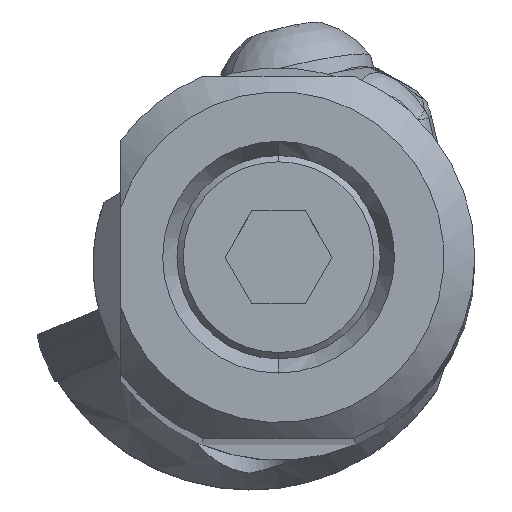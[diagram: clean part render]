
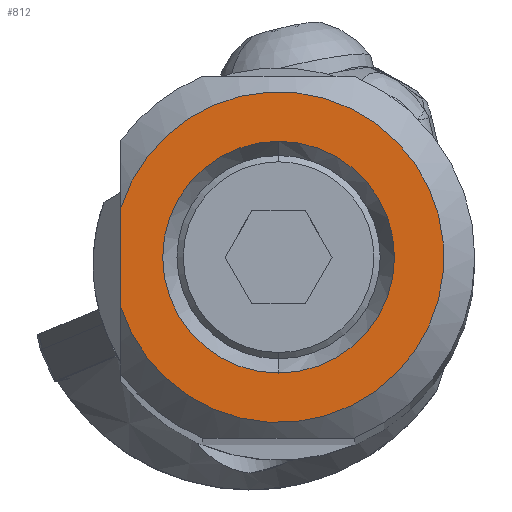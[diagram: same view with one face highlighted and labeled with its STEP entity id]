
A CAD part, top view. The second image highlights one B-rep face of the part: STEP entity #812.
In plain terms, the highlighted planar face has unit normal (0, 0, 1).
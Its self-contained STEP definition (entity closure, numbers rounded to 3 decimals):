
#812=ADVANCED_FACE('',(#1177,#1178),#1101,.T.);
#1101=PLANE('',#5216);
#1177=FACE_BOUND('',#1210,.T.);
#1178=FACE_BOUND('',#1211,.T.);
#1210=EDGE_LOOP('',(#2016,#2017));
#1211=EDGE_LOOP('',(#2018,#2019));
#1516=LINE('',#7126,#1765);
#1765=VECTOR('',#5793,1.);
#2016=ORIENTED_EDGE('',*,*,#4029,.F.);
#2017=ORIENTED_EDGE('',*,*,#4030,.T.);
#2018=ORIENTED_EDGE('',*,*,#4031,.F.);
#2019=ORIENTED_EDGE('',*,*,#4032,.F.);
#3538=VERTEX_POINT('',#7124);
#3539=VERTEX_POINT('',#7125);
#3540=VERTEX_POINT('',#7128);
#3541=VERTEX_POINT('',#7129);
#4029=EDGE_CURVE('',#3538,#3539,#4790,.T.);
#4030=EDGE_CURVE('',#3538,#3539,#1516,.T.);
#4031=EDGE_CURVE('',#3540,#3541,#4791,.T.);
#4032=EDGE_CURVE('',#3541,#3540,#4792,.T.);
#4790=CIRCLE('',#5213,10.7);
#4791=CIRCLE('',#5214,7.5);
#4792=CIRCLE('',#5215,7.5);
#5213=AXIS2_PLACEMENT_3D('',#7123,#5791,#5792);
#5214=AXIS2_PLACEMENT_3D('',#7127,#5794,#5795);
#5215=AXIS2_PLACEMENT_3D('',#7130,#5796,#5797);
#5216=AXIS2_PLACEMENT_3D('',#7131,#5798,#5799);
#5791=DIRECTION('',(0.,0.,-1.));
#5792=DIRECTION('',(-0.953,0.302,0.));
#5793=DIRECTION('',(0.,-1.,0.));
#5794=DIRECTION('',(0.,0.,1.));
#5795=DIRECTION('',(0.,-1.,0.));
#5796=DIRECTION('',(0.,0.,1.));
#5797=DIRECTION('',(0.,1.,0.));
#5798=DIRECTION('',(0.,0.,1.));
#5799=DIRECTION('',(1.,0.,0.));
#7123=CARTESIAN_POINT('',(0.,0.,0.));
#7124=CARTESIAN_POINT('',(-10.2,3.233,0.));
#7125=CARTESIAN_POINT('',(-10.2,-3.233,0.));
#7126=CARTESIAN_POINT('',(-10.2,3.233,0.));
#7127=CARTESIAN_POINT('',(0.,0.,0.));
#7128=CARTESIAN_POINT('',(0.,-7.5,0.));
#7129=CARTESIAN_POINT('',(0.,7.5,0.));
#7130=CARTESIAN_POINT('',(0.,0.,0.));
#7131=CARTESIAN_POINT('',(0.25,0.001,0.));
